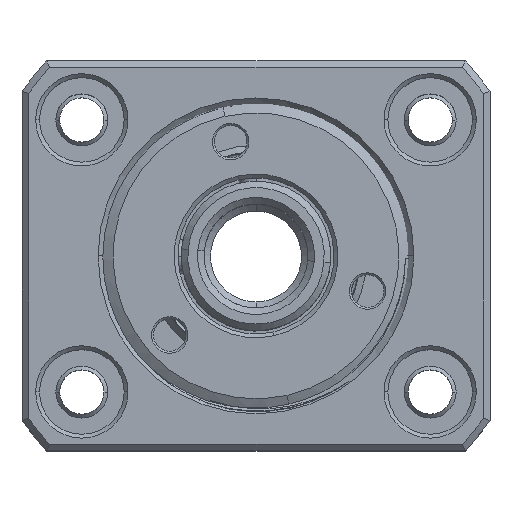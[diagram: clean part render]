
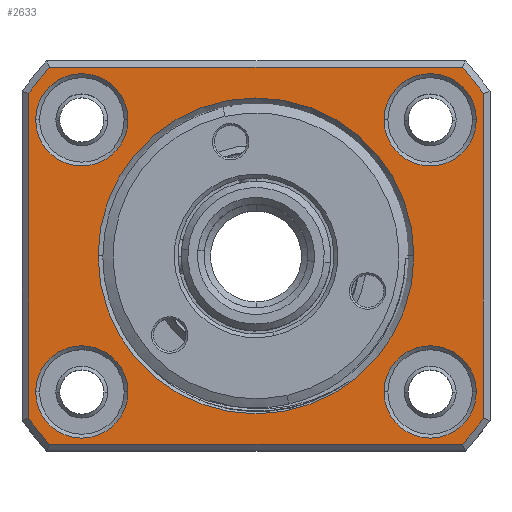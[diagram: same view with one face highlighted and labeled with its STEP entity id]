
A CAD part, top view. The second image highlights one B-rep face of the part: STEP entity #2633.
In plain terms, the highlighted planar face has unit normal (0, 0, 1).
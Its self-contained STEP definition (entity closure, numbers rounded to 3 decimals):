
#91=PLANE('',#2994);
#349=VECTOR('',#5967,1.);
#350=VECTOR('',#5973,1.);
#351=VECTOR('',#5979,1.);
#352=VECTOR('',#5985,1.);
#489=LINE('',#4768,#349);
#490=LINE('',#4782,#350);
#491=LINE('',#4796,#351);
#492=LINE('',#4805,#352);
#631=VERTEX_POINT('',#4437);
#632=VERTEX_POINT('',#4439);
#637=VERTEX_POINT('',#4469);
#638=VERTEX_POINT('',#4471);
#643=VERTEX_POINT('',#4484);
#644=VERTEX_POINT('',#4486);
#649=VERTEX_POINT('',#4499);
#650=VERTEX_POINT('',#4501);
#655=VERTEX_POINT('',#4514);
#656=VERTEX_POINT('',#4516);
#719=VERTEX_POINT('',#4755);
#720=VERTEX_POINT('',#4760);
#721=VERTEX_POINT('',#4767);
#722=VERTEX_POINT('',#4774);
#723=VERTEX_POINT('',#4781);
#724=VERTEX_POINT('',#4788);
#725=VERTEX_POINT('',#4795);
#726=VERTEX_POINT('',#4802);
#849=CIRCLE('',#2838,12.15);
#852=CIRCLE('',#2842,3.55);
#855=CIRCLE('',#2847,3.55);
#858=CIRCLE('',#2852,3.55);
#861=CIRCLE('',#2857,3.55);
#911=CIRCLE('',#2951,21.5);
#912=CIRCLE('',#2954,21.5);
#913=CIRCLE('',#2957,21.5);
#914=CIRCLE('',#2960,21.5);
#919=CIRCLE('',#2969,3.55);
#924=CIRCLE('',#2977,3.55);
#929=CIRCLE('',#2985,3.55);
#934=CIRCLE('',#2993,3.55);
#935=CIRCLE('',#2995,12.15);
#1164=EDGE_CURVE('',#632,#631,#849,.T.);
#1170=EDGE_CURVE('',#638,#637,#852,.T.);
#1177=EDGE_CURVE('',#644,#643,#855,.T.);
#1184=EDGE_CURVE('',#650,#649,#858,.T.);
#1191=EDGE_CURVE('',#656,#655,#861,.T.);
#1298=EDGE_CURVE('',#719,#720,#911,.T.);
#1300=EDGE_CURVE('',#720,#721,#489,.T.);
#1302=EDGE_CURVE('',#721,#722,#912,.T.);
#1304=EDGE_CURVE('',#722,#723,#490,.T.);
#1306=EDGE_CURVE('',#723,#724,#913,.T.);
#1308=EDGE_CURVE('',#724,#725,#491,.T.);
#1310=EDGE_CURVE('',#725,#726,#914,.T.);
#1311=EDGE_CURVE('',#726,#719,#492,.T.);
#1316=EDGE_CURVE('',#655,#656,#919,.T.);
#1321=EDGE_CURVE('',#649,#650,#924,.T.);
#1326=EDGE_CURVE('',#643,#644,#929,.T.);
#1331=EDGE_CURVE('',#637,#638,#934,.T.);
#1332=EDGE_CURVE('',#631,#632,#935,.T.);
#2046=ORIENTED_EDGE('',*,*,#1170,.T.);
#2047=ORIENTED_EDGE('',*,*,#1331,.T.);
#2048=ORIENTED_EDGE('',*,*,#1177,.T.);
#2049=ORIENTED_EDGE('',*,*,#1326,.T.);
#2050=ORIENTED_EDGE('',*,*,#1184,.T.);
#2051=ORIENTED_EDGE('',*,*,#1321,.T.);
#2052=ORIENTED_EDGE('',*,*,#1191,.T.);
#2053=ORIENTED_EDGE('',*,*,#1316,.T.);
#2054=ORIENTED_EDGE('',*,*,#1164,.T.);
#2055=ORIENTED_EDGE('',*,*,#1332,.T.);
#2056=ORIENTED_EDGE('',*,*,#1311,.T.);
#2057=ORIENTED_EDGE('',*,*,#1298,.T.);
#2058=ORIENTED_EDGE('',*,*,#1300,.T.);
#2059=ORIENTED_EDGE('',*,*,#1302,.T.);
#2060=ORIENTED_EDGE('',*,*,#1304,.T.);
#2061=ORIENTED_EDGE('',*,*,#1306,.T.);
#2062=ORIENTED_EDGE('',*,*,#1308,.T.);
#2063=ORIENTED_EDGE('',*,*,#1310,.T.);
#2262=EDGE_LOOP('',(#2046,#2047));
#2263=EDGE_LOOP('',(#2048,#2049));
#2264=EDGE_LOOP('',(#2050,#2051));
#2265=EDGE_LOOP('',(#2052,#2053));
#2266=EDGE_LOOP('',(#2054,#2055));
#2267=EDGE_LOOP('',(#2056,#2057,#2058,#2059,#2060,#2061,#2062,#2063));
#2459=FACE_BOUND('',#2262,.T.);
#2460=FACE_BOUND('',#2263,.T.);
#2461=FACE_BOUND('',#2264,.T.);
#2462=FACE_BOUND('',#2265,.T.);
#2463=FACE_BOUND('',#2266,.T.);
#2464=FACE_BOUND('',#2267,.T.);
#2633=ADVANCED_FACE('',(#2459,#2460,#2461,#2462,#2463,#2464),#91,.T.);
#2838=AXIS2_PLACEMENT_3D('',#4438,#5687,#5688);
#2842=AXIS2_PLACEMENT_3D('',#4470,#5697,#5698);
#2847=AXIS2_PLACEMENT_3D('',#4485,#5711,#5712);
#2852=AXIS2_PLACEMENT_3D('',#4500,#5725,#5726);
#2857=AXIS2_PLACEMENT_3D('',#4515,#5739,#5740);
#2951=AXIS2_PLACEMENT_3D('',#4761,#5964,#5965);
#2954=AXIS2_PLACEMENT_3D('',#4775,#5970,#5971);
#2957=AXIS2_PLACEMENT_3D('',#4789,#5976,#5977);
#2960=AXIS2_PLACEMENT_3D('',#4803,#5982,#5983);
#2969=AXIS2_PLACEMENT_3D('',#4815,#5999,#6000);
#2977=AXIS2_PLACEMENT_3D('',#4825,#6014,#6015);
#2985=AXIS2_PLACEMENT_3D('',#4835,#6029,#6030);
#2993=AXIS2_PLACEMENT_3D('',#4845,#6044,#6045);
#2994=AXIS2_PLACEMENT_3D('',#4846,#6046,$);
#2995=AXIS2_PLACEMENT_3D('',#4847,#6047,#6048);
#4437=CARTESIAN_POINT('',(-12.15,0.,0.));
#4438=CARTESIAN_POINT('',(0.,0.,0.));
#4439=CARTESIAN_POINT('',(12.15,0.,0.));
#4469=CARTESIAN_POINT('',(-16.946,10.466,0.));
#4470=CARTESIAN_POINT('',(-13.396,10.466,0.));
#4471=CARTESIAN_POINT('',(-9.846,10.466,0.));
#4484=CARTESIAN_POINT('',(-16.946,-10.466,0.));
#4485=CARTESIAN_POINT('',(-13.396,-10.466,0.));
#4486=CARTESIAN_POINT('',(-9.846,-10.466,0.));
#4499=CARTESIAN_POINT('',(9.846,-10.466,0.));
#4500=CARTESIAN_POINT('',(13.396,-10.466,0.));
#4501=CARTESIAN_POINT('',(16.946,-10.466,0.));
#4514=CARTESIAN_POINT('',(9.846,10.466,0.));
#4515=CARTESIAN_POINT('',(13.396,10.466,0.));
#4516=CARTESIAN_POINT('',(16.946,10.466,0.));
#4755=CARTESIAN_POINT('',(-15.875,14.5,0.));
#4760=CARTESIAN_POINT('',(-17.5,12.49,0.));
#4761=CARTESIAN_POINT('',(0.,0.,0.));
#4767=CARTESIAN_POINT('',(-17.5,-12.49,0.));
#4768=CARTESIAN_POINT('',(-17.5,12.49,0.));
#4774=CARTESIAN_POINT('',(-15.875,-14.5,0.));
#4775=CARTESIAN_POINT('',(0.,0.,0.));
#4781=CARTESIAN_POINT('',(15.875,-14.5,0.));
#4782=CARTESIAN_POINT('',(-15.875,-14.5,0.));
#4788=CARTESIAN_POINT('',(17.5,-12.49,0.));
#4789=CARTESIAN_POINT('',(0.,0.,0.));
#4795=CARTESIAN_POINT('',(17.5,12.49,0.));
#4796=CARTESIAN_POINT('',(17.5,-12.49,0.));
#4802=CARTESIAN_POINT('',(15.875,14.5,0.));
#4803=CARTESIAN_POINT('',(0.,0.,0.));
#4805=CARTESIAN_POINT('',(15.875,14.5,0.));
#4815=CARTESIAN_POINT('',(13.396,10.466,0.));
#4825=CARTESIAN_POINT('',(13.396,-10.466,0.));
#4835=CARTESIAN_POINT('',(-13.396,-10.466,0.));
#4845=CARTESIAN_POINT('',(-13.396,10.466,0.));
#4846=CARTESIAN_POINT('',(11.5,0.,0.));
#4847=CARTESIAN_POINT('',(0.,0.,0.));
#5687=DIRECTION('',(0.,0.,-1.));
#5688=DIRECTION('',(12.15,0.,0.));
#5697=DIRECTION('',(0.,0.,-1.));
#5698=DIRECTION('',(3.55,0.,0.));
#5711=DIRECTION('',(0.,0.,-1.));
#5712=DIRECTION('',(3.55,0.,0.));
#5725=DIRECTION('',(0.,0.,-1.));
#5726=DIRECTION('',(3.55,0.,0.));
#5739=DIRECTION('',(0.,0.,-1.));
#5740=DIRECTION('',(3.55,0.,0.));
#5964=DIRECTION('',(0.,0.,1.));
#5965=DIRECTION('',(21.5,0.,0.));
#5967=DIRECTION('',(0.,-1.,0.));
#5970=DIRECTION('',(0.,0.,1.));
#5971=DIRECTION('',(21.5,0.,0.));
#5973=DIRECTION('',(1.,0.,0.));
#5976=DIRECTION('',(0.,0.,1.));
#5977=DIRECTION('',(21.5,0.,0.));
#5979=DIRECTION('',(0.,1.,0.));
#5982=DIRECTION('',(0.,0.,1.));
#5983=DIRECTION('',(21.5,0.,0.));
#5985=DIRECTION('',(-1.,0.,0.));
#5999=DIRECTION('',(0.,0.,-1.));
#6000=DIRECTION('',(3.55,0.,0.));
#6014=DIRECTION('',(0.,0.,-1.));
#6015=DIRECTION('',(3.55,0.,0.));
#6029=DIRECTION('',(0.,0.,-1.));
#6030=DIRECTION('',(3.55,0.,0.));
#6044=DIRECTION('',(0.,0.,-1.));
#6045=DIRECTION('',(3.55,0.,0.));
#6046=DIRECTION('',(0.,0.,1.));
#6047=DIRECTION('',(0.,0.,-1.));
#6048=DIRECTION('',(12.15,0.,0.));
